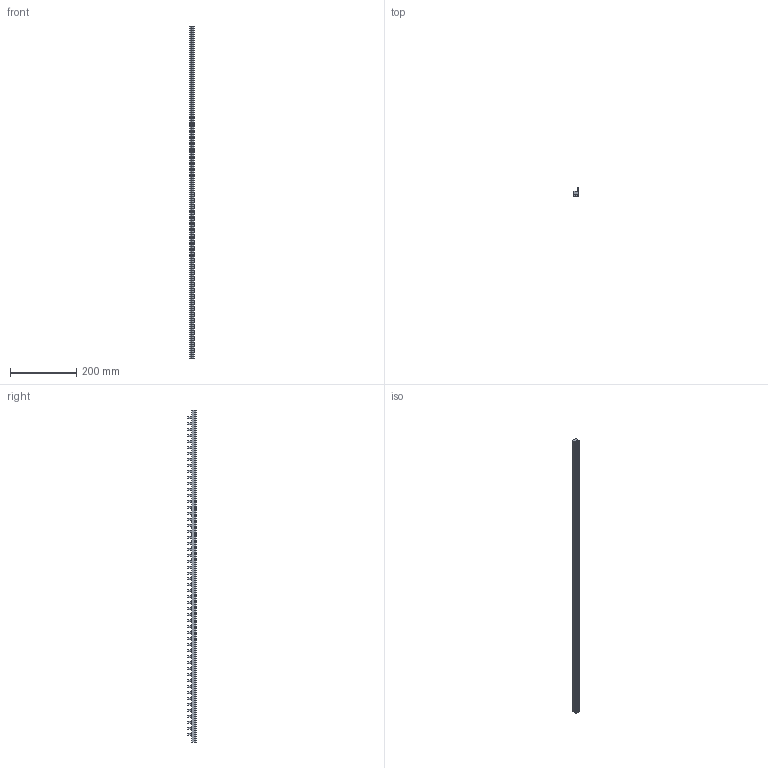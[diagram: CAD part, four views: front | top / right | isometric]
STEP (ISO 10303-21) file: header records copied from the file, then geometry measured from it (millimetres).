
FILE_DESCRIPTION((''),'2;1');
FILE_NAME('PRT0001','2024-01-17T',('Administrator'),(''),'PRO/ENGINEER BY PARAMETRIC TECHNOLOGY CORPORATION, 2013230','PRO/ENGINEER BY PARAMETRIC TECHNOLOGY CORPORATION, 2013230','');
FILE_SCHEMA(('AUTOMOTIVE_DESIGN { 1 0 10303 214 1 1 1 1 }'));
Length unit declared in the file: millimetre
Products named in the file (1): PRT0001
Bounding box: 15.02 x 27 x 1000 mm (x, y, z)
Volume: 205599.4 mm3; surface area: 89877.2 mm2
Topology: 1 solids, 1 shells, 292 faces, 708 edges, 472 vertices
Faces by surface type: plane 290, cylinder 2
Entity records: 8428 total; most frequent: CARTESIAN_POINT 1474, ORIENTED_EDGE 1416, DIRECTION 1296, EDGE_CURVE 708, VECTOR 704, LINE 704, VERTEX_POINT 472, EDGE_LOOP 346
